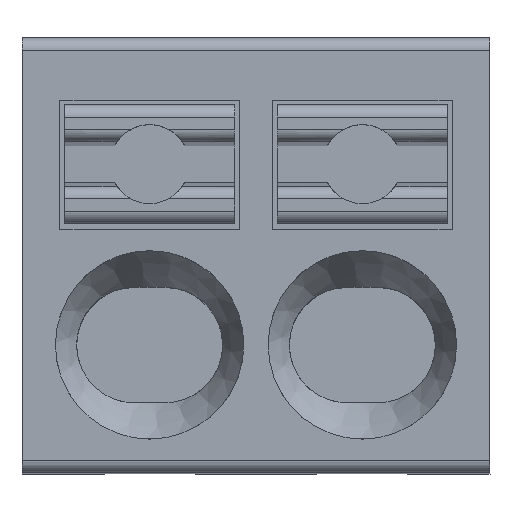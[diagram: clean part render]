
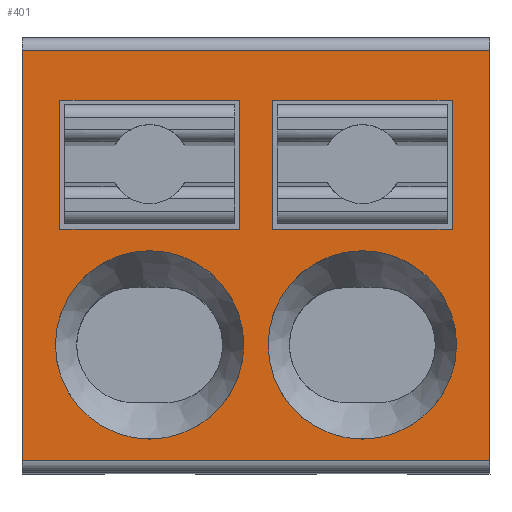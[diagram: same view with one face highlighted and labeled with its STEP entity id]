
A CAD part, top view. The second image highlights one B-rep face of the part: STEP entity #401.
In plain terms, the highlighted planar face has unit normal (0, 0, 1).
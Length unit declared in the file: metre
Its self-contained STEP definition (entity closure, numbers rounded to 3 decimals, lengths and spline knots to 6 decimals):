
#401=ADVANCED_FACE('',(#904,#905,#906,#907,#908),#909,.T.);
#904=FACE_BOUND('',#1513,.T.);
#905=FACE_BOUND('',#1514,.T.);
#906=FACE_BOUND('',#1515,.T.);
#907=FACE_BOUND('',#1516,.T.);
#908=FACE_OUTER_BOUND('',#1517,.T.);
#909=PLANE('',#1518);
#1513=EDGE_LOOP('',(#2622));
#1514=EDGE_LOOP('',(#2623,#2624,#2625,#2626));
#1515=EDGE_LOOP('',(#2627,#2628,#2629,#2630));
#1516=EDGE_LOOP('',(#2631));
#1517=EDGE_LOOP('',(#2632,#2633,#2634,#2635));
#1518=AXIS2_PLACEMENT_3D('',#2636,#2637,#2638);
#2622=ORIENTED_EDGE('',*,*,#3952,.T.);
#2623=ORIENTED_EDGE('',*,*,#3888,.F.);
#2624=ORIENTED_EDGE('',*,*,#3953,.F.);
#2625=ORIENTED_EDGE('',*,*,#3581,.F.);
#2626=ORIENTED_EDGE('',*,*,#3954,.F.);
#2627=ORIENTED_EDGE('',*,*,#3786,.F.);
#2628=ORIENTED_EDGE('',*,*,#3955,.F.);
#2629=ORIENTED_EDGE('',*,*,#3956,.F.);
#2630=ORIENTED_EDGE('',*,*,#3957,.F.);
#2631=ORIENTED_EDGE('',*,*,#3600,.T.);
#2632=ORIENTED_EDGE('',*,*,#3882,.T.);
#2633=ORIENTED_EDGE('',*,*,#3735,.F.);
#2634=ORIENTED_EDGE('',*,*,#3958,.F.);
#2635=ORIENTED_EDGE('',*,*,#3959,.T.);
#2636=CARTESIAN_POINT('',(0.007,-0.0001,0.0));
#2637=DIRECTION('',(0.,0.,1.0));
#2638=DIRECTION('',(1.0,0.,0.));
#3581=EDGE_CURVE('',#4276,#4278,#4279,.T.);
#3600=EDGE_CURVE('',#4311,#4311,#4312,.T.);
#3735=EDGE_CURVE('',#4542,#4530,#4544,.T.);
#3786=EDGE_CURVE('',#4624,#4625,#4626,.T.);
#3882=EDGE_CURVE('',#4770,#4530,#4771,.T.);
#3888=EDGE_CURVE('',#4776,#4778,#4779,.T.);
#3952=EDGE_CURVE('',#4871,#4871,#4872,.T.);
#3953=EDGE_CURVE('',#4278,#4776,#4873,.T.);
#3954=EDGE_CURVE('',#4778,#4276,#4874,.T.);
#3955=EDGE_CURVE('',#4875,#4624,#4876,.T.);
#3956=EDGE_CURVE('',#4877,#4875,#4878,.T.);
#3957=EDGE_CURVE('',#4625,#4877,#4879,.T.);
#3958=EDGE_CURVE('',#4880,#4542,#4881,.T.);
#3959=EDGE_CURVE('',#4880,#4770,#4882,.T.);
#4276=VERTEX_POINT('',#5284);
#4278=VERTEX_POINT('',#5287);
#4279=LINE('',#5288,#5289);
#4311=VERTEX_POINT('',#5341);
#4312=CIRCLE('',#5342,0.00155);
#4530=VERTEX_POINT('',#5681);
#4542=VERTEX_POINT('',#5698);
#4544=LINE('',#5700,#5701);
#4624=VERTEX_POINT('',#5827);
#4625=VERTEX_POINT('',#5828);
#4626=LINE('',#5829,#5830);
#4770=VERTEX_POINT('',#6064);
#4771=LINE('',#6065,#6066);
#4776=VERTEX_POINT('',#6071);
#4778=VERTEX_POINT('',#6074);
#4779=LINE('',#6075,#6076);
#4871=VERTEX_POINT('',#6259);
#4872=CIRCLE('',#6260,0.00155);
#4873=LINE('',#6261,#6262);
#4874=LINE('',#6263,#6264);
#4875=VERTEX_POINT('',#6265);
#4876=LINE('',#6266,#6267);
#4877=VERTEX_POINT('',#6268);
#4878=LINE('',#6269,#6270);
#4879=LINE('',#6271,#6272);
#4880=VERTEX_POINT('',#6273);
#4881=LINE('',#6274,#6275);
#4882=LINE('',#6276,#6277);
#5284=CARTESIAN_POINT('',(0.004125,0.005925,0.));
#5287=CARTESIAN_POINT('',(0.004125,0.0038,0.));
#5288=CARTESIAN_POINT('',(0.004125,0.0038,0.));
#5289=VECTOR('',#6738,1.0);
#5341=CARTESIAN_POINT('',(0.0021,0.00345,0.));
#5342=AXIS2_PLACEMENT_3D('',#6756,#6757,#6758);
#5681=CARTESIAN_POINT('',(0.0077,0.,0.));
#5698=CARTESIAN_POINT('',(0.0077,0.00675,0.));
#5700=CARTESIAN_POINT('',(0.0077,-0.0001,0.));
#5701=VECTOR('',#6900,1.0);
#5827=CARTESIAN_POINT('',(0.000625,0.0038,0.));
#5828=CARTESIAN_POINT('',(0.003575,0.0038,0.));
#5829=CARTESIAN_POINT('',(0.003575,0.0038,0.));
#5830=VECTOR('',#6945,1.0);
#6064=CARTESIAN_POINT('',(0.0,0.,0.0));
#6065=CARTESIAN_POINT('',(0.007,0.0,0.0));
#6066=VECTOR('',#7047,1.0);
#6071=CARTESIAN_POINT('',(0.007075,0.0038,0.));
#6074=CARTESIAN_POINT('',(0.007075,0.005925,0.));
#6075=CARTESIAN_POINT('',(0.007075,0.005925,0.));
#6076=VECTOR('',#7055,1.0);
#6259=CARTESIAN_POINT('',(0.0056,0.00345,0.));
#6260=AXIS2_PLACEMENT_3D('',#7113,#7114,#7115);
#6261=CARTESIAN_POINT('',(0.007075,0.0038,0.));
#6262=VECTOR('',#7116,1.0);
#6263=CARTESIAN_POINT('',(0.004125,0.005925,0.));
#6264=VECTOR('',#7117,1.0);
#6265=CARTESIAN_POINT('',(0.000625,0.005925,0.));
#6266=CARTESIAN_POINT('',(0.000625,0.0038,0.));
#6267=VECTOR('',#7118,1.0);
#6268=CARTESIAN_POINT('',(0.003575,0.005925,0.));
#6269=CARTESIAN_POINT('',(0.000625,0.005925,0.));
#6270=VECTOR('',#7119,1.0);
#6271=CARTESIAN_POINT('',(0.003575,0.005925,0.));
#6272=VECTOR('',#7120,1.0);
#6273=CARTESIAN_POINT('',(0.,0.00675,0.));
#6274=CARTESIAN_POINT('',(0.007,0.00675,0.));
#6275=VECTOR('',#7121,1.0);
#6276=CARTESIAN_POINT('',(0.0,-0.0001,0.0));
#6277=VECTOR('',#7122,1.0);
#6738=DIRECTION('',(0.,-1.0,0.));
#6756=CARTESIAN_POINT('',(0.0021,0.0019,0.));
#6757=DIRECTION('',(0.,0.,-1.0));
#6758=DIRECTION('',(0.,1.0,0.));
#6900=DIRECTION('',(0.,-1.0,0.));
#6945=DIRECTION('',(1.0,0.,0.));
#7047=DIRECTION('',(1.0,0.,0.));
#7055=DIRECTION('',(0.,1.0,0.));
#7113=CARTESIAN_POINT('',(0.0056,0.0019,0.));
#7114=DIRECTION('',(0.,0.,-1.0));
#7115=DIRECTION('',(0.,1.0,0.));
#7116=DIRECTION('',(1.0,0.,0.));
#7117=DIRECTION('',(-1.0,0.,0.));
#7118=DIRECTION('',(0.,-1.0,0.));
#7119=DIRECTION('',(-1.0,0.,0.));
#7120=DIRECTION('',(0.,1.0,0.));
#7121=DIRECTION('',(1.0,0.,0.));
#7122=DIRECTION('',(0.,-1.0,0.));
